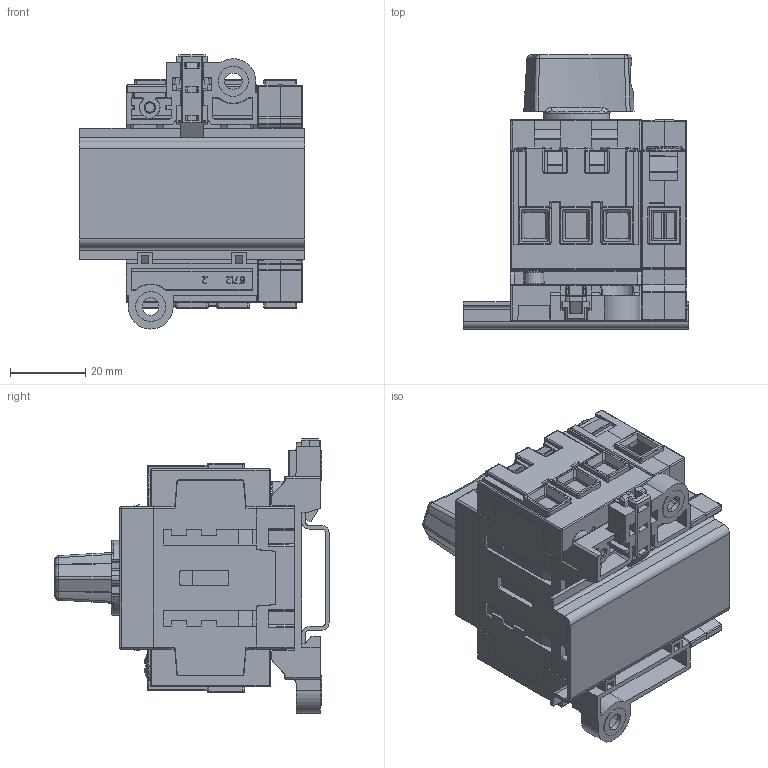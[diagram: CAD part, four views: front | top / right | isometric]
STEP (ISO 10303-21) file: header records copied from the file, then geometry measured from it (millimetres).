
FILE_DESCRIPTION((''),'2;1');
FILE_NAME('DS324BF_P_SW0001','2015-06-19T',('mangiapr'),(''),'PRO/ENGINEER BY PARAMETRIC TECHNOLOGY CORPORATION, 2011080','PRO/ENGINEER BY PARAMETRIC TECHNOLOGY CORPORATION, 2011080','');
FILE_SCHEMA(('CONFIG_CONTROL_DESIGN'));
Products named in the file (1): DS324BF_P_SW0001
Bounding box: 60 x 73 x 73 mm (x, y, z)
Volume: 109525.5 mm3; surface area: 64679.1 mm2
Topology: 5 solids, 5 shells, 4452 faces, 12191 edges, 7759 vertices
Faces by surface type: plane 2888, cylinder 965, bspline 188, torus 156, sphere 126, cone 75, extrusion 54
Entity records: 152884 total; most frequent: CARTESIAN_POINT 41613, ORIENTED_EDGE 24382, DIRECTION 21436, EDGE_CURVE 12191, VECTOR 9116, LINE 9062, VERTEX_POINT 7759, AXIS2_PLACEMENT_3D 6160
